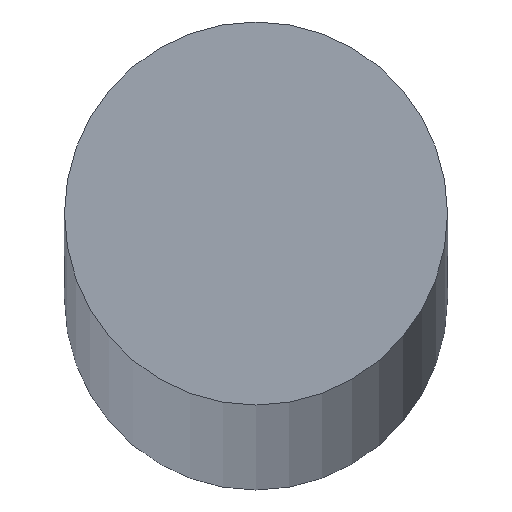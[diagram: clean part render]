
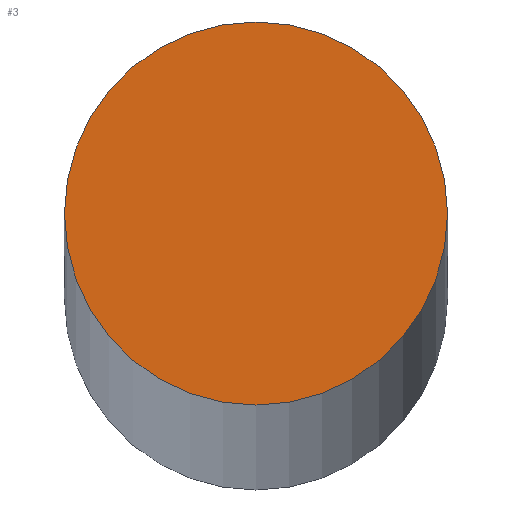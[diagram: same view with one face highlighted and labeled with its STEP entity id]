
A CAD part, top view. The second image highlights one B-rep face of the part: STEP entity #3.
In plain terms, the highlighted planar face has unit normal (0, 0, 1).
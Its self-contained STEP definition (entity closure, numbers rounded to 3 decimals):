
#2 = CARTESIAN_POINT ( 'NONE',  ( 2.5, 0., 0. ) ) ;
#3 = ADVANCED_FACE ( 'NONE', ( #67 ), #27, .T. ) ;
#4 = DIRECTION ( 'NONE',  ( 0., 0., 1. ) ) ;
#27 = PLANE ( 'NONE',  #32 ) ;
#29 = DIRECTION ( 'NONE',  ( 1., 0., 0. ) ) ;
#30 = CARTESIAN_POINT ( 'NONE',  ( -2.5, 0., 0. ) ) ;
#31 = DIRECTION ( 'NONE',  ( 1., 0., 0. ) ) ;
#32 = AXIS2_PLACEMENT_3D ( 'NONE', #33, #97, #29 ) ;
#33 = CARTESIAN_POINT ( 'NONE',  ( 0., 0., 0. ) ) ;
#35 = DIRECTION ( 'NONE',  ( 0., 0., 1. ) ) ;
#47 = VERTEX_POINT ( 'NONE', #30 ) ;
#48 = VERTEX_POINT ( 'NONE', #2 ) ;
#50 = ORIENTED_EDGE ( 'NONE', *, *, #130, .T. ) ;
#54 = EDGE_LOOP ( 'NONE', ( #50, #57 ) ) ;
#57 = ORIENTED_EDGE ( 'NONE', *, *, #128, .T. ) ;
#67 = FACE_OUTER_BOUND ( 'NONE', #54, .T. ) ;
#74 = CARTESIAN_POINT ( 'NONE',  ( 0., 0., 0. ) ) ;
#92 = CIRCLE ( 'NONE', #110, 2.5 ) ;
#94 = CIRCLE ( 'NONE', #108, 2.5 ) ;
#97 = DIRECTION ( 'NONE',  ( 0., 0., 1. ) ) ;
#105 = DIRECTION ( 'NONE',  ( 1., 0., 0. ) ) ;
#108 = AXIS2_PLACEMENT_3D ( 'NONE', #140, #4, #31 ) ;
#110 = AXIS2_PLACEMENT_3D ( 'NONE', #74, #35, #105 ) ;
#128 = EDGE_CURVE ( 'NONE', #47, #48, #94, .T. ) ;
#130 = EDGE_CURVE ( 'NONE', #48, #47, #92, .T. ) ;
#140 = CARTESIAN_POINT ( 'NONE',  ( 0., 0., 0. ) ) ;
